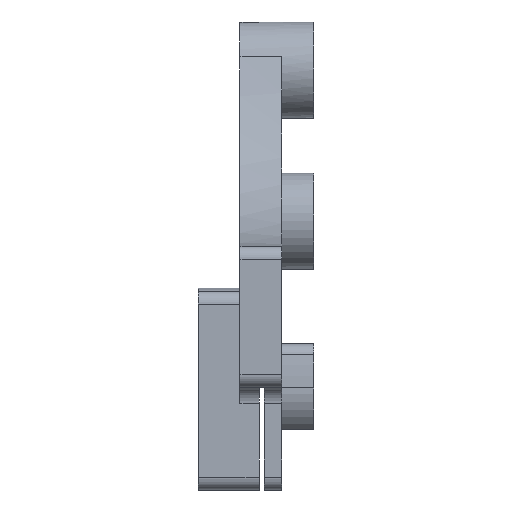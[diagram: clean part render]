
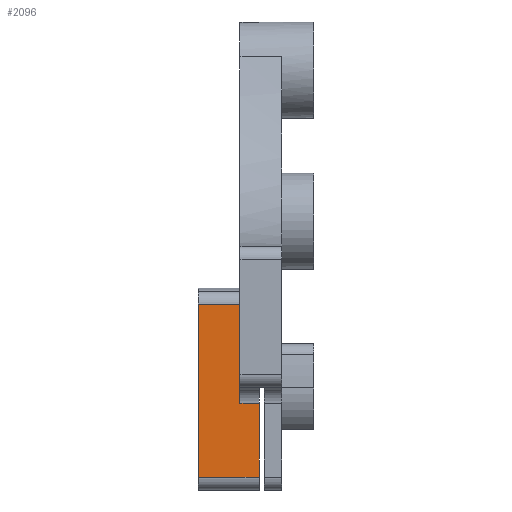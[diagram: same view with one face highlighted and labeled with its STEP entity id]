
A CAD part, left-side view. The second image highlights one B-rep face of the part: STEP entity #2096.
In plain terms, the highlighted planar face has unit normal (-1, 0, 0).
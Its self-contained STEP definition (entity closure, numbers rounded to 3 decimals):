
#61=PLANE('',#2337);
#161=FACE_OUTER_BOUND('',#270,.T.);
#270=EDGE_LOOP('',(#1871,#1872,#1873,#1874,#1875,#1876));
#308=LINE('',#3098,#504);
#321=LINE('',#3140,#517);
#325=LINE('',#3151,#521);
#457=LINE('',#3578,#653);
#469=LINE('',#3607,#665);
#471=LINE('',#3610,#667);
#504=VECTOR('',#2431,10.);
#517=VECTOR('',#2468,10.);
#521=VECTOR('',#2482,10.);
#653=VECTOR('',#2922,10.);
#665=VECTOR('',#2958,10.);
#667=VECTOR('',#2962,10.);
#839=VERTEX_POINT('',#3095);
#840=VERTEX_POINT('',#3097);
#856=VERTEX_POINT('',#3137);
#857=VERTEX_POINT('',#3139);
#999=VERTEX_POINT('',#3575);
#1000=VERTEX_POINT('',#3577);
#1050=EDGE_CURVE('',#839,#840,#308,.T.);
#1071=EDGE_CURVE('',#857,#856,#321,.T.);
#1077=EDGE_CURVE('',#857,#839,#325,.T.);
#1291=EDGE_CURVE('',#999,#1000,#457,.T.);
#1307=EDGE_CURVE('',#840,#999,#469,.T.);
#1309=EDGE_CURVE('',#1000,#856,#471,.T.);
#1871=ORIENTED_EDGE('',*,*,#1077,.F.);
#1872=ORIENTED_EDGE('',*,*,#1071,.T.);
#1873=ORIENTED_EDGE('',*,*,#1309,.F.);
#1874=ORIENTED_EDGE('',*,*,#1291,.F.);
#1875=ORIENTED_EDGE('',*,*,#1307,.F.);
#1876=ORIENTED_EDGE('',*,*,#1050,.F.);
#2096=ADVANCED_FACE('',(#161),#61,.T.);
#2337=AXIS2_PLACEMENT_3D('',#3609,#2960,#2961);
#2431=DIRECTION('',(0.,0.,-1.));
#2468=DIRECTION('',(0.,0.,-1.));
#2482=DIRECTION('',(0.,-1.,0.));
#2922=DIRECTION('',(0.,0.,-1.));
#2958=DIRECTION('',(0.,-1.,0.));
#2960=DIRECTION('center_axis',(-1.,0.,0.));
#2961=DIRECTION('ref_axis',(0.,0.,-1.));
#2962=DIRECTION('',(0.,1.,0.));
#3095=CARTESIAN_POINT('',(-29.5,18.5,13.5));
#3097=CARTESIAN_POINT('',(-29.5,18.5,-2.));
#3098=CARTESIAN_POINT('',(-29.5,18.5,-5.));
#3137=CARTESIAN_POINT('',(-29.5,25.,-13.5));
#3139=CARTESIAN_POINT('',(-29.5,25.,13.5));
#3140=CARTESIAN_POINT('',(-29.5,25.,-6.75));
#3151=CARTESIAN_POINT('',(-29.5,18.5,13.5));
#3575=CARTESIAN_POINT('',(-29.5,15.5,-2.));
#3577=CARTESIAN_POINT('',(-29.5,15.5,-13.5));
#3578=CARTESIAN_POINT('',(-29.5,15.5,-13.5));
#3607=CARTESIAN_POINT('',(-29.5,15.25,-2.));
#3609=CARTESIAN_POINT('Origin',(-29.5,18.5,0.5));
#3610=CARTESIAN_POINT('',(-29.5,18.5,-13.5));
